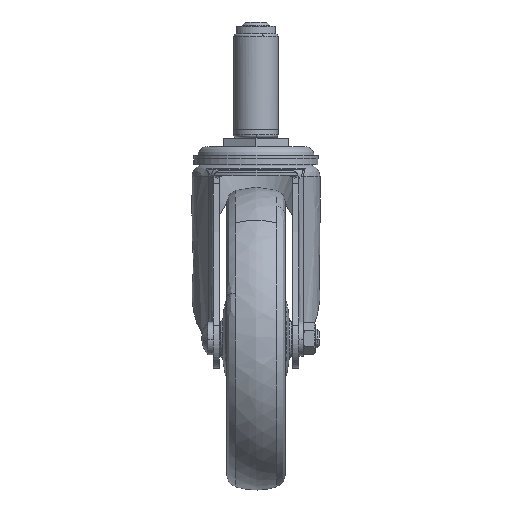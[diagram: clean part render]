
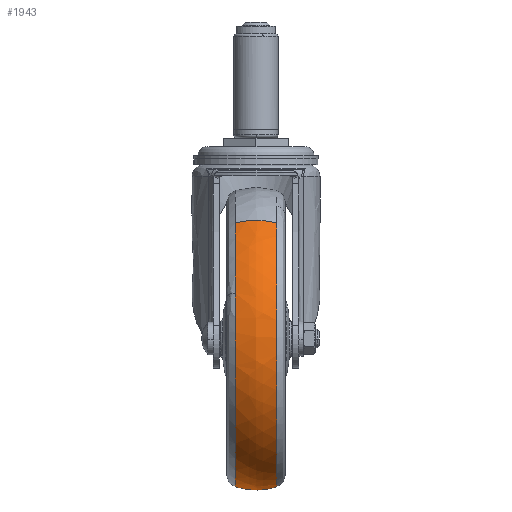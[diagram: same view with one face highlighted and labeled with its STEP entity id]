
A CAD part, left-side view. The second image highlights one B-rep face of the part: STEP entity #1943.
In plain terms, the highlighted free-form (B-spline) face has degree [2, 2] with [5, 3] control points.
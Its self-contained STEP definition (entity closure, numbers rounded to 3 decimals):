
#1690=CARTESIAN_POINT('',(-96.504,9.,-66.341));
#1691=VERTEX_POINT('',#1690);
#1705=CARTESIAN_POINT('',(-75.68,9.,-36.274));
#1706=VERTEX_POINT('',#1705);
#1707=CARTESIAN_POINT('',(-75.68,9.,-36.274));
#1708=CARTESIAN_POINT('',(-90.604,9.,-48.182));
#1709=CARTESIAN_POINT('',(-96.504,9.,-66.341));
#1717=(BOUNDED_CURVE()B_SPLINE_CURVE(2,(#1707,#1708,#1709),.UNSPECIFIED.,.F.,.U.)B_SPLINE_CURVE_WITH_KNOTS((3,3),(0.608,0.697),.UNSPECIFIED.)CURVE()GEOMETRIC_REPRESENTATION_ITEM()RATIONAL_B_SPLINE_CURVE((0.856,0.842,0.903))REPRESENTATION_ITEM(''));
#1718=EDGE_CURVE('',#1706,#1691,#1717,.T.);
#1822=CARTESIAN_POINT('',(-36.799,9.,-149.613));
#1823=VERTEX_POINT('',#1822);
#1837=CARTESIAN_POINT('',(-96.504,9.,-66.341));
#1838=CARTESIAN_POINT('',(-99.618,9.,-75.924));
#1839=CARTESIAN_POINT('',(-99.618,9.,-86.));
#1840=CARTESIAN_POINT('',(-99.618,9.,-148.824));
#1841=CARTESIAN_POINT('',(-36.799,9.,-149.613));
#1849=(BOUNDED_CURVE()B_SPLINE_CURVE(2,(#1837,#1838,#1839,#1840,#1841),.UNSPECIFIED.,.F.,.U.)B_SPLINE_CURVE_WITH_KNOTS((3,2,3),(0.697,0.75,0.998),.UNSPECIFIED.)CURVE()GEOMETRIC_REPRESENTATION_ITEM()RATIONAL_B_SPLINE_CURVE((0.903,0.938,1.0,0.71,0.995))REPRESENTATION_ITEM(''));
#1850=EDGE_CURVE('',#1691,#1823,#1849,.T.);
#1871=CARTESIAN_POINT('',(-75.505,9.852,-36.494));
#1872=CARTESIAN_POINT('',(-98.954,9.852,-55.206));
#1873=CARTESIAN_POINT('',(-99.331,9.852,-85.204));
#1874=CARTESIAN_POINT('',(-100.127,9.852,-148.536));
#1875=CARTESIAN_POINT('',(-36.796,9.852,-149.332));
#1876=CARTESIAN_POINT('',(-77.641,0.,-33.817));
#1877=CARTESIAN_POINT('',(-102.359,0.,-53.541));
#1878=CARTESIAN_POINT('',(-102.756,0.,-85.161));
#1879=CARTESIAN_POINT('',(-103.595,0.,-151.917));
#1880=CARTESIAN_POINT('',(-36.839,0.,-152.756));
#1881=CARTESIAN_POINT('',(-75.505,-9.852,-36.494));
#1882=CARTESIAN_POINT('',(-98.954,-9.852,-55.206));
#1883=CARTESIAN_POINT('',(-99.331,-9.852,-85.204));
#1884=CARTESIAN_POINT('',(-100.127,-9.852,-148.536));
#1885=CARTESIAN_POINT('',(-36.796,-9.852,-149.332));
#1893=(BOUNDED_SURFACE()B_SPLINE_SURFACE(2,2,((#1871,#1876,#1881),(#1872,#1877,#1882),(#1873,#1878,#1883),(#1874,#1879,#1884),(#1875,#1880,#1885)),.UNSPECIFIED.,.F.,.F.,.U.)B_SPLINE_SURFACE_WITH_KNOTS((3,2,3),(3,3),(0.0,60.309,168.005),(0.0,20.265),.UNSPECIFIED.)GEOMETRIC_REPRESENTATION_ITEM()RATIONAL_B_SPLINE_SURFACE(((0.803,0.758,0.803),(0.784,0.741,0.784),(0.938,0.886,0.938),(0.663,0.626,0.663),(0.938,0.886,0.938)))REPRESENTATION_ITEM('')SURFACE());
#1894=CARTESIAN_POINT('',(-75.68,-9.,-36.274));
#1895=VERTEX_POINT('',#1894);
#1896=CARTESIAN_POINT('',(-36.799,-9.,-149.613));
#1897=VERTEX_POINT('',#1896);
#1898=CARTESIAN_POINT('',(-75.68,-9.,-36.274));
#1899=CARTESIAN_POINT('',(-99.618,-9.,-55.375));
#1900=CARTESIAN_POINT('',(-99.618,-9.,-86.));
#1901=CARTESIAN_POINT('',(-99.618,-9.,-148.824));
#1902=CARTESIAN_POINT('',(-36.799,-9.,-149.613));
#1910=(BOUNDED_CURVE()B_SPLINE_CURVE(2,(#1898,#1899,#1900,#1901,#1902),.UNSPECIFIED.,.F.,.U.)B_SPLINE_CURVE_WITH_KNOTS((3,2,3),(0.608,0.75,0.998),.UNSPECIFIED.)CURVE()GEOMETRIC_REPRESENTATION_ITEM()RATIONAL_B_SPLINE_CURVE((0.856,0.834,1.0,0.71,0.995))REPRESENTATION_ITEM(''));
#1911=EDGE_CURVE('',#1895,#1897,#1910,.T.);
#1912=ORIENTED_EDGE('',*,*,#1911,.F.);
#1913=CARTESIAN_POINT('',(-75.68,9.,-36.274));
#1914=CARTESIAN_POINT('',(-77.446,0.,-34.061));
#1915=CARTESIAN_POINT('',(-75.68,-9.,-36.274));
#1923=(BOUNDED_CURVE()B_SPLINE_CURVE(2,(#1913,#1914,#1915),.UNSPECIFIED.,.F.,.U.)B_SPLINE_CURVE_WITH_KNOTS((3,3),(-1.494,-0.506),.UNSPECIFIED.)CURVE()GEOMETRIC_REPRESENTATION_ITEM()RATIONAL_B_SPLINE_CURVE((0.799,0.762,0.799))REPRESENTATION_ITEM(''));
#1924=EDGE_CURVE('',#1706,#1895,#1923,.T.);
#1925=ORIENTED_EDGE('',*,*,#1924,.F.);
#1926=ORIENTED_EDGE('',*,*,#1718,.T.);
#1927=ORIENTED_EDGE('',*,*,#1850,.T.);
#1928=CARTESIAN_POINT('',(-36.799,9.,-149.613));
#1929=CARTESIAN_POINT('',(-36.835,0.,-152.443));
#1930=CARTESIAN_POINT('',(-36.799,-9.,-149.613));
#1938=(BOUNDED_CURVE()B_SPLINE_CURVE(2,(#1928,#1929,#1930),.UNSPECIFIED.,.F.,.U.)B_SPLINE_CURVE_WITH_KNOTS((3,3),(-1.494,-0.506),.UNSPECIFIED.)CURVE()GEOMETRIC_REPRESENTATION_ITEM()RATIONAL_B_SPLINE_CURVE((0.933,0.89,0.933))REPRESENTATION_ITEM(''));
#1939=EDGE_CURVE('',#1823,#1897,#1938,.T.);
#1940=ORIENTED_EDGE('',*,*,#1939,.T.);
#1941=EDGE_LOOP('',(#1912,#1925,#1926,#1927,#1940));
#1942=FACE_OUTER_BOUND('',#1941,.T.);
#1943=ADVANCED_FACE('',(#1942),#1893,.T.);
